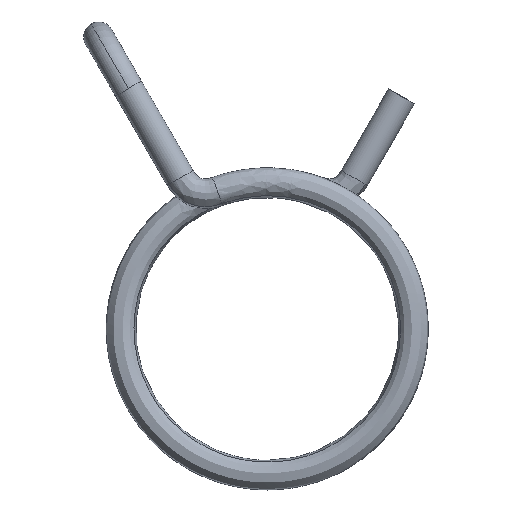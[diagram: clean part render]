
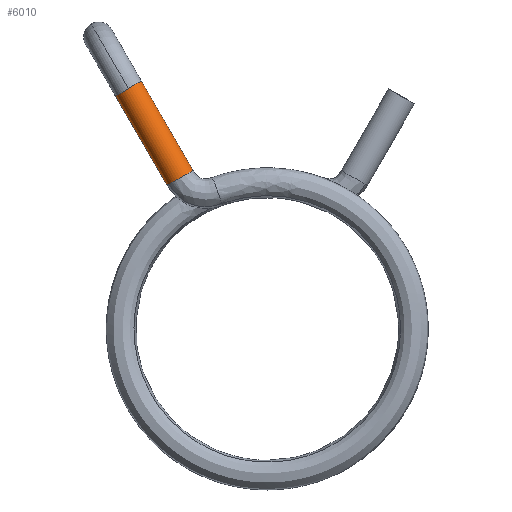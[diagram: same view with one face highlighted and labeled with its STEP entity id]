
A CAD part, top view. The second image highlights one B-rep face of the part: STEP entity #6010.
In plain terms, the highlighted cylindrical face has radius 0.5 mm (diameter 1 mm), a partial arc.
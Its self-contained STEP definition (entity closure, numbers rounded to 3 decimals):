
#158 = CARTESIAN_POINT ( 'NONE',  ( -4.65, 8.054, 2.5 ) ) ;
#215 = CARTESIAN_POINT ( 'NONE',  ( -4.217, 8.304, 2. ) ) ;
#234 = VECTOR ( 'NONE', #1661, 1000. ) ;
#547 = EDGE_CURVE ( 'NONE', #3035, #5647, #7900, .T. ) ;
#561 = CARTESIAN_POINT ( 'NONE',  ( -5.083, 7.804, 2. ) ) ;
#1036 = AXIS2_PLACEMENT_3D ( 'NONE', #6645, #2628, #5353 ) ;
#1054 = EDGE_CURVE ( 'NONE', #5647, #6402, #4430, .T. ) ;
#1353 = EDGE_LOOP ( 'NONE', ( #1423, #8467, #3546, #7283, #1471, #8121 ) ) ;
#1423 = ORIENTED_EDGE ( 'NONE', *, *, #8272, .T. ) ;
#1471 = ORIENTED_EDGE ( 'NONE', *, *, #1864, .F. ) ;
#1544 = AXIS2_PLACEMENT_3D ( 'NONE', #1637, #5130, #7685 ) ;
#1637 = CARTESIAN_POINT ( 'NONE',  ( -2.92, 5.057, 2. ) ) ;
#1661 = DIRECTION ( 'NONE',  ( 0.5, -0.866, 0. ) ) ;
#1863 = CIRCLE ( 'NONE', #1036, 0.5 ) ;
#1864 = EDGE_CURVE ( 'NONE', #7736, #5279, #1863, .T. ) ;
#2273 = CARTESIAN_POINT ( 'NONE',  ( -5.083, 7.804, 2. ) ) ;
#2510 = DIRECTION ( 'NONE',  ( 0.5, -0.866, 0. ) ) ;
#2628 = DIRECTION ( 'NONE',  ( 0.5, -0.866, 0. ) ) ;
#3035 = VERTEX_POINT ( 'NONE', #158 ) ;
#3514 = DIRECTION ( 'NONE',  ( 0.866, 0.5, 0. ) ) ;
#3546 = ORIENTED_EDGE ( 'NONE', *, *, #1054, .T. ) ;
#3562 = CYLINDRICAL_SURFACE ( 'NONE', #7333, 0.5 ) ;
#3637 = AXIS2_PLACEMENT_3D ( 'NONE', #7724, #5747, #5015 ) ;
#3663 = EDGE_CURVE ( 'NONE', #4608, #7736, #7388, .T. ) ;
#4427 = CARTESIAN_POINT ( 'NONE',  ( -4.217, 8.304, 2. ) ) ;
#4430 = LINE ( 'NONE', #2273, #234 ) ;
#4608 = VERTEX_POINT ( 'NONE', #4427 ) ;
#4642 = DIRECTION ( 'NONE',  ( 0.75, 0.433, -0.5 ) ) ;
#4720 = CARTESIAN_POINT ( 'NONE',  ( -3.353, 4.807, 2. ) ) ;
#4733 = CARTESIAN_POINT ( 'NONE',  ( -3.295, 4.841, 2.25 ) ) ;
#4996 = CARTESIAN_POINT ( 'NONE',  ( -4.65, 8.054, 2. ) ) ;
#5015 = DIRECTION ( 'NONE',  ( 0.75, 0.433, -0.5 ) ) ;
#5130 = DIRECTION ( 'NONE',  ( 0.5, -0.866, 0. ) ) ;
#5279 = VERTEX_POINT ( 'NONE', #4733 ) ;
#5353 = DIRECTION ( 'NONE',  ( 0.75, 0.433, -0.5 ) ) ;
#5612 = FACE_OUTER_BOUND ( 'NONE', #1353, .T. ) ;
#5647 = VERTEX_POINT ( 'NONE', #561 ) ;
#5747 = DIRECTION ( 'NONE',  ( 0.5, -0.866, 0. ) ) ;
#5931 = VECTOR ( 'NONE', #8040, 1000. ) ;
#6010 = ADVANCED_FACE ( 'NONE', ( #5612 ), #3562, .T. ) ;
#6402 = VERTEX_POINT ( 'NONE', #4720 ) ;
#6645 = CARTESIAN_POINT ( 'NONE',  ( -2.92, 5.057, 2. ) ) ;
#6960 = DIRECTION ( 'NONE',  ( 0.5, -0.866, 0. ) ) ;
#7283 = ORIENTED_EDGE ( 'NONE', *, *, #8314, .F. ) ;
#7333 = AXIS2_PLACEMENT_3D ( 'NONE', #4996, #6960, #3514 ) ;
#7388 = LINE ( 'NONE', #215, #5931 ) ;
#7410 = CIRCLE ( 'NONE', #3637, 0.5 ) ;
#7685 = DIRECTION ( 'NONE',  ( 0.75, 0.433, -0.5 ) ) ;
#7724 = CARTESIAN_POINT ( 'NONE',  ( -4.65, 8.054, 2. ) ) ;
#7736 = VERTEX_POINT ( 'NONE', #8315 ) ;
#7900 = CIRCLE ( 'NONE', #8470, 0.5 ) ;
#8040 = DIRECTION ( 'NONE',  ( 0.5, -0.866, 0. ) ) ;
#8108 = CIRCLE ( 'NONE', #1544, 0.5 ) ;
#8121 = ORIENTED_EDGE ( 'NONE', *, *, #3663, .F. ) ;
#8272 = EDGE_CURVE ( 'NONE', #4608, #3035, #7410, .T. ) ;
#8314 = EDGE_CURVE ( 'NONE', #5279, #6402, #8108, .T. ) ;
#8315 = CARTESIAN_POINT ( 'NONE',  ( -2.487, 5.307, 2. ) ) ;
#8467 = ORIENTED_EDGE ( 'NONE', *, *, #547, .T. ) ;
#8470 = AXIS2_PLACEMENT_3D ( 'NONE', #8526, #2510, #4642 ) ;
#8526 = CARTESIAN_POINT ( 'NONE',  ( -4.65, 8.054, 2. ) ) ;
